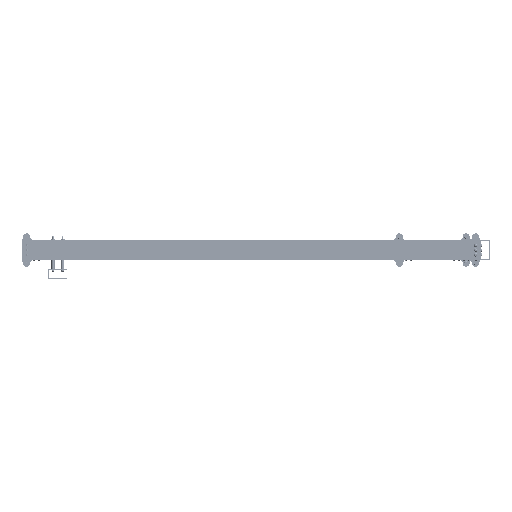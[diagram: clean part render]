
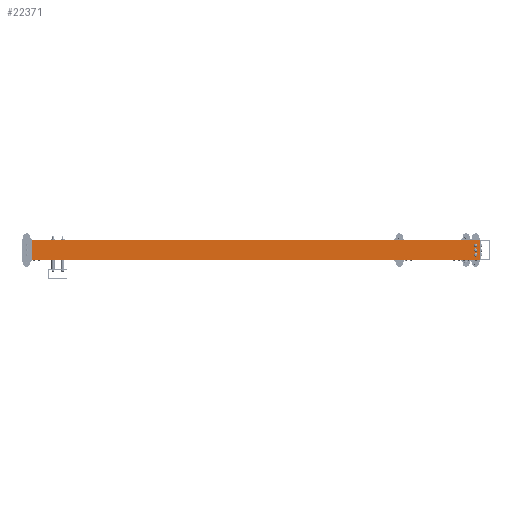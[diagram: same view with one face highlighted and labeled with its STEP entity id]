
A CAD part, left-side view. The second image highlights one B-rep face of the part: STEP entity #22371.
In plain terms, the highlighted face is planar.
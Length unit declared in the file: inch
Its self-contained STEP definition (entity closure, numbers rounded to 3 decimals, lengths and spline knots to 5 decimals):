
#609 = EDGE_CURVE ( 'NONE', #25486, #8523, #1078, .T. ) ;
#1038 = ORIENTED_EDGE ( 'NONE', *, *, #14689, .T. ) ;
#1078 = LINE ( 'NONE', #20776, #17623 ) ;
#1238 = CIRCLE ( 'NONE', #23421, 0.098 ) ;
#1301 = CARTESIAN_POINT ( 'NONE',  ( 23.5, -1., -0.5 ) ) ;
#1463 = PLANE ( 'NONE',  #5676 ) ;
#1952 = CARTESIAN_POINT ( 'NONE',  ( 23., 0., -0.5 ) ) ;
#2007 = DIRECTION ( 'NONE',  ( 1., 0., 0. ) ) ;
#2053 = VERTEX_POINT ( 'NONE', #25402 ) ;
#2276 = EDGE_CURVE ( 'NONE', #8523, #10471, #31867, .T. ) ;
#2657 = AXIS2_PLACEMENT_3D ( 'NONE', #8438, #23660, #18048 ) ;
#2833 = EDGE_CURVE ( 'NONE', #25486, #27298, #6619, .T. ) ;
#3159 = VERTEX_POINT ( 'NONE', #22263 ) ;
#3425 = VECTOR ( 'NONE', #24706, 39.37008 ) ;
#3550 = AXIS2_PLACEMENT_3D ( 'NONE', #17802, #12137, #30603 ) ;
#3782 = ORIENTED_EDGE ( 'NONE', *, *, #28266, .T. ) ;
#4087 = FACE_BOUND ( 'NONE', #18145, .T. ) ;
#4219 = CIRCLE ( 'NONE', #2657, 0.098 ) ;
#4305 = DIRECTION ( 'NONE',  ( 0., 0., 1. ) ) ;
#4396 = DIRECTION ( 'NONE',  ( 0., 0., 1. ) ) ;
#4727 = VERTEX_POINT ( 'NONE', #28390 ) ;
#5530 = ORIENTED_EDGE ( 'NONE', *, *, #2276, .F. ) ;
#5676 = AXIS2_PLACEMENT_3D ( 'NONE', #1301, #19170, #31802 ) ;
#6384 = AXIS2_PLACEMENT_3D ( 'NONE', #24610, #17596, #20734 ) ;
#6619 = LINE ( 'NONE', #31665, #32061 ) ;
#6882 = AXIS2_PLACEMENT_3D ( 'NONE', #27110, #4396, #14463 ) ;
#6974 = CARTESIAN_POINT ( 'NONE',  ( 23., -0.5, -0.5 ) ) ;
#7594 = EDGE_CURVE ( 'NONE', #4727, #19438, #14705, .T. ) ;
#7985 = CARTESIAN_POINT ( 'NONE',  ( 23.098, 0.5, -0.5 ) ) ;
#8438 = CARTESIAN_POINT ( 'NONE',  ( 23., 0.5, -0.5 ) ) ;
#8523 = VERTEX_POINT ( 'NONE', #17200 ) ;
#9793 = CARTESIAN_POINT ( 'NONE',  ( 22.902, 0.5, -0.5 ) ) ;
#10471 = VERTEX_POINT ( 'NONE', #14826 ) ;
#10539 = ORIENTED_EDGE ( 'NONE', *, *, #12064, .T. ) ;
#10983 = EDGE_LOOP ( 'NONE', ( #11776, #1038 ) ) ;
#11048 = EDGE_CURVE ( 'NONE', #3159, #2053, #13449, .T. ) ;
#11071 = CARTESIAN_POINT ( 'NONE',  ( -23.5, -1., -0.5 ) ) ;
#11776 = ORIENTED_EDGE ( 'NONE', *, *, #13953, .T. ) ;
#12064 = EDGE_CURVE ( 'NONE', #27298, #10471, #19164, .T. ) ;
#12137 = DIRECTION ( 'NONE',  ( 0., 0., 1. ) ) ;
#13449 = CIRCLE ( 'NONE', #3550, 0.098 ) ;
#13953 = EDGE_CURVE ( 'NONE', #18531, #18418, #4219, .T. ) ;
#14326 = FACE_OUTER_BOUND ( 'NONE', #17219, .T. ) ;
#14387 = CARTESIAN_POINT ( 'NONE',  ( 23.5, 1., -0.5 ) ) ;
#14463 = DIRECTION ( 'NONE',  ( 1., 0., 0. ) ) ;
#14652 = DIRECTION ( 'NONE',  ( 0., 0., 1. ) ) ;
#14689 = EDGE_CURVE ( 'NONE', #18418, #18531, #29711, .T. ) ;
#14705 = CIRCLE ( 'NONE', #6882, 0.098 ) ;
#14826 = CARTESIAN_POINT ( 'NONE',  ( -23.5, 1., -0.5 ) ) ;
#16666 = CARTESIAN_POINT ( 'NONE',  ( -23.5, -1., -0.5 ) ) ;
#16683 = ORIENTED_EDGE ( 'NONE', *, *, #11048, .T. ) ;
#16866 = DIRECTION ( 'NONE',  ( -1., 0., 0. ) ) ;
#16937 = AXIS2_PLACEMENT_3D ( 'NONE', #1952, #14652, #26808 ) ;
#17045 = CARTESIAN_POINT ( 'NONE',  ( 23.5, -1., -0.5 ) ) ;
#17200 = CARTESIAN_POINT ( 'NONE',  ( 23.5, 1., -0.5 ) ) ;
#17219 = EDGE_LOOP ( 'NONE', ( #10539, #5530, #30630, #30161 ) ) ;
#17596 = DIRECTION ( 'NONE',  ( 0., 0., 1. ) ) ;
#17623 = VECTOR ( 'NONE', #30936, 39.37008 ) ;
#17802 = CARTESIAN_POINT ( 'NONE',  ( 23., -0.5, -0.5 ) ) ;
#18048 = DIRECTION ( 'NONE',  ( 1., 0., 0. ) ) ;
#18145 = EDGE_LOOP ( 'NONE', ( #16683, #3782 ) ) ;
#18418 = VERTEX_POINT ( 'NONE', #9793 ) ;
#18531 = VERTEX_POINT ( 'NONE', #7985 ) ;
#18824 = DIRECTION ( 'NONE',  ( 0., 1., 0. ) ) ;
#19164 = LINE ( 'NONE', #16666, #26910 ) ;
#19170 = DIRECTION ( 'NONE',  ( 0., 0., 1. ) ) ;
#19438 = VERTEX_POINT ( 'NONE', #28120 ) ;
#20734 = DIRECTION ( 'NONE',  ( 1., 0., 0. ) ) ;
#20776 = CARTESIAN_POINT ( 'NONE',  ( 23.5, -1., -0.5 ) ) ;
#21631 = FACE_BOUND ( 'NONE', #21736, .T. ) ;
#21736 = EDGE_LOOP ( 'NONE', ( #30694, #29596 ) ) ;
#21798 = FACE_BOUND ( 'NONE', #10983, .T. ) ;
#22263 = CARTESIAN_POINT ( 'NONE',  ( 23.098, -0.5, -0.5 ) ) ;
#22371 = ADVANCED_FACE ( 'NONE', ( #4087, #21798, #21631, #14326 ), #1463, .F. ) ;
#23421 = AXIS2_PLACEMENT_3D ( 'NONE', #6974, #4305, #2007 ) ;
#23660 = DIRECTION ( 'NONE',  ( 0., 0., 1. ) ) ;
#24610 = CARTESIAN_POINT ( 'NONE',  ( 23., 0.5, -0.5 ) ) ;
#24706 = DIRECTION ( 'NONE',  ( -1., 0., 0. ) ) ;
#25402 = CARTESIAN_POINT ( 'NONE',  ( 22.902, -0.5, -0.5 ) ) ;
#25486 = VERTEX_POINT ( 'NONE', #17045 ) ;
#25958 = EDGE_CURVE ( 'NONE', #19438, #4727, #31272, .T. ) ;
#26808 = DIRECTION ( 'NONE',  ( 1., 0., 0. ) ) ;
#26910 = VECTOR ( 'NONE', #18824, 39.37008 ) ;
#27110 = CARTESIAN_POINT ( 'NONE',  ( 23., 0., -0.5 ) ) ;
#27298 = VERTEX_POINT ( 'NONE', #11071 ) ;
#28120 = CARTESIAN_POINT ( 'NONE',  ( 23.098, 0., -0.5 ) ) ;
#28266 = EDGE_CURVE ( 'NONE', #2053, #3159, #1238, .T. ) ;
#28390 = CARTESIAN_POINT ( 'NONE',  ( 22.902, 0., -0.5 ) ) ;
#29596 = ORIENTED_EDGE ( 'NONE', *, *, #7594, .T. ) ;
#29711 = CIRCLE ( 'NONE', #6384, 0.098 ) ;
#30161 = ORIENTED_EDGE ( 'NONE', *, *, #2833, .T. ) ;
#30603 = DIRECTION ( 'NONE',  ( 1., 0., 0. ) ) ;
#30630 = ORIENTED_EDGE ( 'NONE', *, *, #609, .F. ) ;
#30694 = ORIENTED_EDGE ( 'NONE', *, *, #25958, .T. ) ;
#30936 = DIRECTION ( 'NONE',  ( 0., 1., 0. ) ) ;
#31272 = CIRCLE ( 'NONE', #16937, 0.098 ) ;
#31665 = CARTESIAN_POINT ( 'NONE',  ( 23.5, -1., -0.5 ) ) ;
#31802 = DIRECTION ( 'NONE',  ( 1., 0., 0. ) ) ;
#31867 = LINE ( 'NONE', #14387, #3425 ) ;
#32061 = VECTOR ( 'NONE', #16866, 39.37008 ) ;
